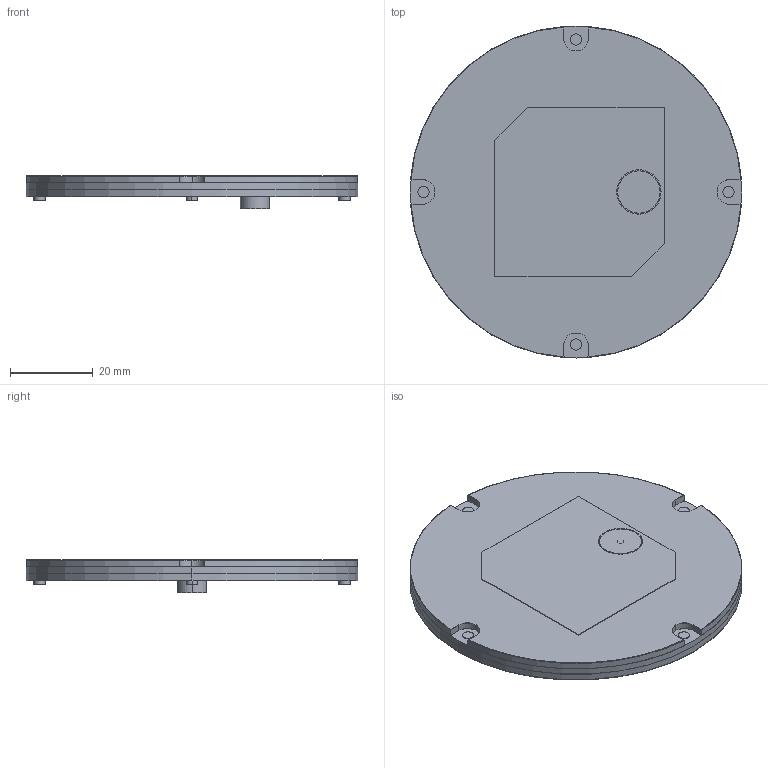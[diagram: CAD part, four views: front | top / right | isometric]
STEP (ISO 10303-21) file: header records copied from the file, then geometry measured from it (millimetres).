
FILE_DESCRIPTION(('STEP AP214'),'1');
FILE_NAME('SbandAntenna2.stp','2019-05-23T14:53:55',('SIM01'),(' '),'Spatial InterOp 3D','CST ACIS InterOp Converter 2016',' ');
FILE_SCHEMA(('AUTOMOTIVE_DESIGN { 1 0 10303 214 1 1 1 1 }'));
Length unit declared in the file: millimetre
Products named in the file (1): component1|Subs_Layer3
Bounding box: 80 x 80 x 8.07 mm (x, y, z)
Volume: 25442.4 mm3; surface area: 80909.9 mm2
Topology: 18 solids, 18 shells, 206 faces, 511 edges, 342 vertices
Faces by surface type: cylinder 121, plane 85
Entity records: 8227 total; most frequent: DIRECTION 1221, CARTESIAN_POINT 1077, ORIENTED_EDGE 1022, EDGE_CURVE 511, AXIS2_PLACEMENT_3D 486, VERTEX_POINT 342, CIRCLE 262, EDGE_LOOP 257
